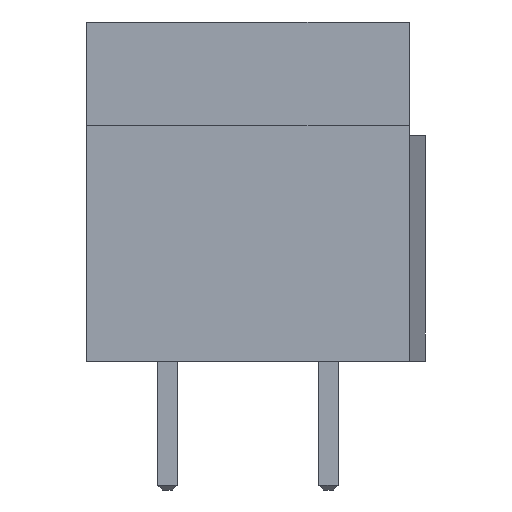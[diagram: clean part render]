
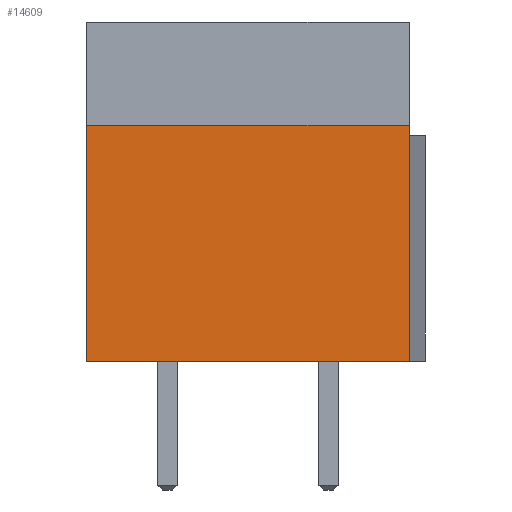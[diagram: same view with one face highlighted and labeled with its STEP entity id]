
A CAD part, front view. The second image highlights one B-rep face of the part: STEP entity #14609.
In plain terms, the highlighted planar face has unit normal (0, -1, 0).
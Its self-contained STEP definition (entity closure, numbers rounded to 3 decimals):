
#199 = DIRECTION ( 'NONE',  ( -1., 0., 0. ) ) ;
#892 = ORIENTED_EDGE ( 'NONE', *, *, #6749, .F. ) ;
#910 = ORIENTED_EDGE ( 'NONE', *, *, #10200, .T. ) ;
#2260 = CARTESIAN_POINT ( 'NONE',  ( 5., -3.9, -5.26 ) ) ;
#2509 = ORIENTED_EDGE ( 'NONE', *, *, #2865, .F. ) ;
#2634 = VERTEX_POINT ( 'NONE', #9521 ) ;
#2865 = EDGE_CURVE ( 'NONE', #2634, #8061, #12855, .T. ) ;
#2958 = VERTEX_POINT ( 'NONE', #19617 ) ;
#3781 = VECTOR ( 'NONE', #6993, 1000. ) ;
#6749 = EDGE_CURVE ( 'NONE', #14100, #2634, #13321, .T. ) ;
#6993 = DIRECTION ( 'NONE',  ( -1., 0., 0. ) ) ;
#8061 = VERTEX_POINT ( 'NONE', #13494 ) ;
#8488 = CARTESIAN_POINT ( 'NONE',  ( 5., -3.9, -5.26 ) ) ;
#8929 = CARTESIAN_POINT ( 'NONE',  ( 5., -3.9, -5.26 ) ) ;
#9051 = CARTESIAN_POINT ( 'NONE',  ( 5., -3.9, 2.05 ) ) ;
#9521 = CARTESIAN_POINT ( 'NONE',  ( 5., -3.9, -5.26 ) ) ;
#10068 = DIRECTION ( 'NONE',  ( 0., 0., 1. ) ) ;
#10200 = EDGE_CURVE ( 'NONE', #14100, #2958, #18596, .T. ) ;
#10223 = ORIENTED_EDGE ( 'NONE', *, *, #15364, .T. ) ;
#10225 = DIRECTION ( 'NONE',  ( 0., 0., -1. ) ) ;
#10610 = CARTESIAN_POINT ( 'NONE',  ( 5., -3.9, 2.05 ) ) ;
#10665 = FACE_OUTER_BOUND ( 'NONE', #10842, .T. ) ;
#10842 = EDGE_LOOP ( 'NONE', ( #10223, #2509, #892, #910 ) ) ;
#12855 = LINE ( 'NONE', #8488, #3781 ) ;
#13321 = LINE ( 'NONE', #8929, #17442 ) ;
#13494 = CARTESIAN_POINT ( 'NONE',  ( -5., -3.9, -5.26 ) ) ;
#14100 = VERTEX_POINT ( 'NONE', #9051 ) ;
#14165 = AXIS2_PLACEMENT_3D ( 'NONE', #2260, #14464, #10068 ) ;
#14464 = DIRECTION ( 'NONE',  ( 0., 1., 0. ) ) ;
#14609 = ADVANCED_FACE ( 'NONE', ( #10665 ), #16757, .F. ) ;
#15364 = EDGE_CURVE ( 'NONE', #2958, #8061, #17864, .T. ) ;
#16551 = DIRECTION ( 'NONE',  ( 0., 0., -1. ) ) ;
#16640 = CARTESIAN_POINT ( 'NONE',  ( -5., -3.9, -5.26 ) ) ;
#16757 = PLANE ( 'NONE',  #14165 ) ;
#17442 = VECTOR ( 'NONE', #10225, 1000. ) ;
#17662 = VECTOR ( 'NONE', #16551, 1000. ) ;
#17864 = LINE ( 'NONE', #16640, #17662 ) ;
#18596 = LINE ( 'NONE', #10610, #19693 ) ;
#19617 = CARTESIAN_POINT ( 'NONE',  ( -5., -3.9, 2.05 ) ) ;
#19693 = VECTOR ( 'NONE', #199, 1000. ) ;
